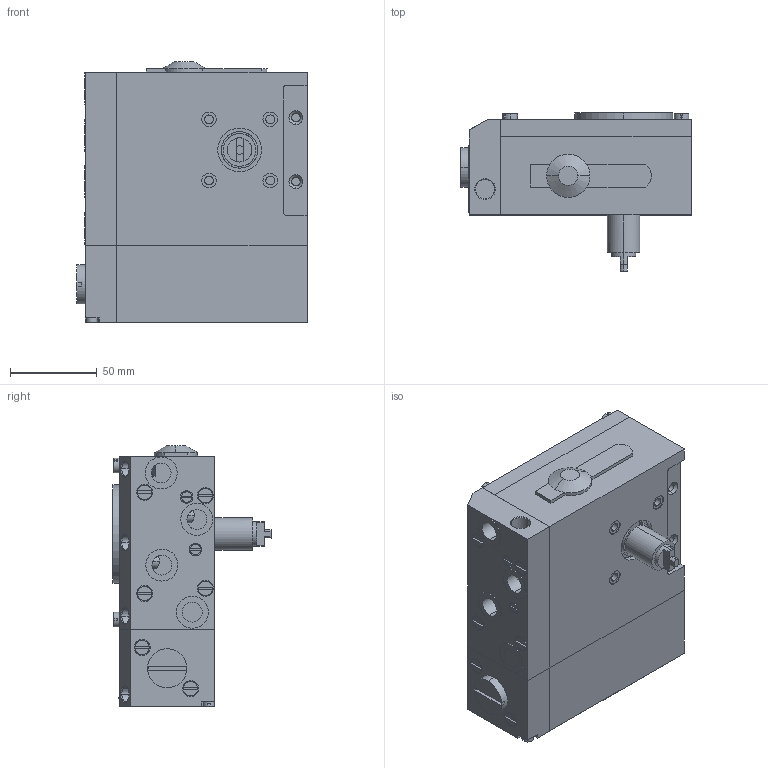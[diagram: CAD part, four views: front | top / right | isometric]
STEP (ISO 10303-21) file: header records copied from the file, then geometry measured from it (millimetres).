
FILE_DESCRIPTION (( 'STEP AP214' ), '1' );
FILE_NAME ('EP5 utan manometrar_140926.STEP', '2014-09-29T13:47:09', ( '' ), ( '' ), 'SwSTEP 2.0', 'SolidWorks 2014', '' );
FILE_SCHEMA (( 'AUTOMOTIVE_DESIGN' ));
Length unit declared in the file: millimetre
Products named in the file (1): EP5 utan manometrar_140926
Bounding box: 133 x 91.4 x 150.6 mm (x, y, z)
Volume: 1009350.5 mm3; surface area: 153738 mm2
Topology: 13 solids, 13 shells, 416 faces, 975 edges, 640 vertices
Faces by surface type: plane 259, cylinder 139, cone 18
Entity records: 12303 total; most frequent: CARTESIAN_POINT 2227, DIRECTION 2150, ORIENTED_EDGE 1950, EDGE_CURVE 975, AXIS2_PLACEMENT_3D 783, VERTEX_POINT 640, VECTOR 584, LINE 584
